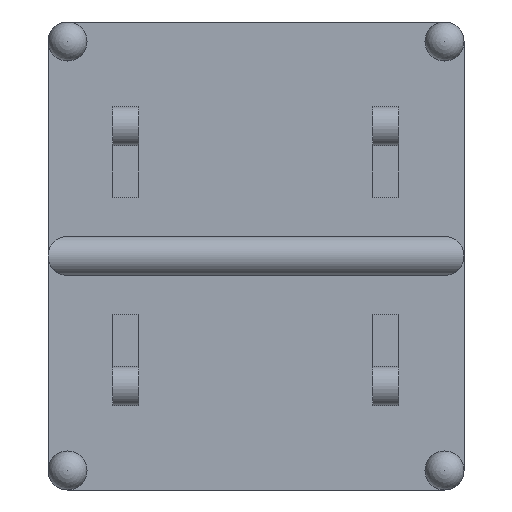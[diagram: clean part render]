
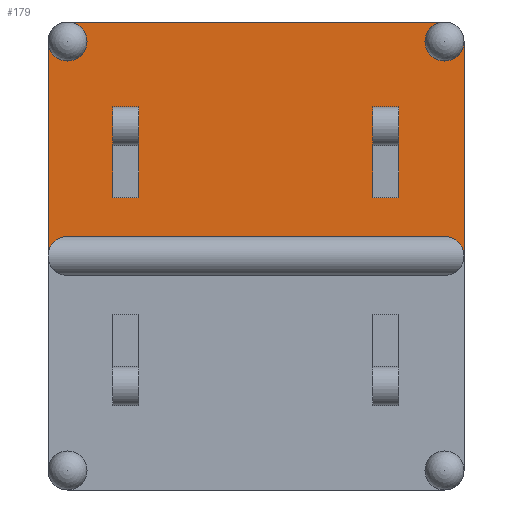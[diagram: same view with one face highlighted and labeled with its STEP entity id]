
A CAD part, front view. The second image highlights one B-rep face of the part: STEP entity #179.
In plain terms, the highlighted planar face has unit normal (0, -1, 0).
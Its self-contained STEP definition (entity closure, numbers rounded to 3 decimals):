
#179 = ADVANCED_FACE( '', ( #367 ), #368, .F. );
#367 = FACE_OUTER_BOUND( '', #605, .T. );
#368 = PLANE( '', #606 );
#605 = EDGE_LOOP( '', ( #847, #848, #849, #850, #851, #852, #853, #854 ) );
#606 = AXIS2_PLACEMENT_3D( '', #855, #856, #857 );
#847 = ORIENTED_EDGE( '', *, *, #1435, .F. );
#848 = ORIENTED_EDGE( '', *, *, #1436, .F. );
#849 = ORIENTED_EDGE( '', *, *, #1437, .T. );
#850 = ORIENTED_EDGE( '', *, *, #1438, .F. );
#851 = ORIENTED_EDGE( '', *, *, #1439, .T. );
#852 = ORIENTED_EDGE( '', *, *, #1440, .F. );
#853 = ORIENTED_EDGE( '', *, *, #1441, .F. );
#854 = ORIENTED_EDGE( '', *, *, #1442, .F. );
#855 = CARTESIAN_POINT( '', ( -3.683, -7.874, 4.191 ) );
#856 = DIRECTION( '', ( 0., 1., 0. ) );
#857 = DIRECTION( '', ( 0., 0., 1. ) );
#1435 = EDGE_CURVE( '', #1680, #1681, #1682, .F. );
#1436 = EDGE_CURVE( '', #1683, #1680, #1684, .T. );
#1437 = EDGE_CURVE( '', #1683, #1685, #1686, .T. );
#1438 = EDGE_CURVE( '', #1687, #1685, #1688, .T. );
#1439 = EDGE_CURVE( '', #1687, #1689, #1690, .T. );
#1440 = EDGE_CURVE( '', #1691, #1689, #1692, .T. );
#1441 = EDGE_CURVE( '', #1693, #1691, #1694, .F. );
#1442 = EDGE_CURVE( '', #1681, #1693, #1695, .T. );
#1680 = VERTEX_POINT( '', #2019 );
#1681 = VERTEX_POINT( '', #2020 );
#1682 = CIRCLE( '', #2021, 0.381 );
#1683 = VERTEX_POINT( '', #2022 );
#1684 = LINE( '', #2023, #2024 );
#1685 = VERTEX_POINT( '', #2025 );
#1686 = CIRCLE( '', #2026, 0.381 );
#1687 = VERTEX_POINT( '', #2027 );
#1688 = LINE( '', #2028, #2029 );
#1689 = VERTEX_POINT( '', #2030 );
#1690 = CIRCLE( '', #2031, 0.381 );
#1691 = VERTEX_POINT( '', #2032 );
#1692 = LINE( '', #2033, #2034 );
#1693 = VERTEX_POINT( '', #2035 );
#1694 = CIRCLE( '', #2036, 0.381 );
#1695 = LINE( '', #2037, #2038 );
#2019 = CARTESIAN_POINT( '', ( -4.064, -7.874, 4.191 ) );
#2020 = CARTESIAN_POINT( '', ( -3.683, -7.874, 4.572 ) );
#2021 = AXIS2_PLACEMENT_3D( '', #2466, #2467, #2468 );
#2022 = CARTESIAN_POINT( '', ( -4.064, -7.874, 0. ) );
#2023 = CARTESIAN_POINT( '', ( -4.064, -7.874, -4.191 ) );
#2024 = VECTOR( '', #2469, 1000. );
#2025 = CARTESIAN_POINT( '', ( -3.683, -7.874, 0.381 ) );
#2026 = AXIS2_PLACEMENT_3D( '', #2470, #2471, #2472 );
#2027 = CARTESIAN_POINT( '', ( 3.683, -7.874, 0.381 ) );
#2028 = CARTESIAN_POINT( '', ( 4.064, -7.874, 0.381 ) );
#2029 = VECTOR( '', #2473, 1000. );
#2030 = CARTESIAN_POINT( '', ( 4.064, -7.874, 0. ) );
#2031 = AXIS2_PLACEMENT_3D( '', #2474, #2475, #2476 );
#2032 = CARTESIAN_POINT( '', ( 4.064, -7.874, 4.191 ) );
#2033 = CARTESIAN_POINT( '', ( 4.064, -7.874, 4.191 ) );
#2034 = VECTOR( '', #2477, 1000. );
#2035 = CARTESIAN_POINT( '', ( 3.683, -7.874, 4.572 ) );
#2036 = AXIS2_PLACEMENT_3D( '', #2478, #2479, #2480 );
#2037 = CARTESIAN_POINT( '', ( -3.683, -7.874, 4.572 ) );
#2038 = VECTOR( '', #2481, 1000. );
#2466 = CARTESIAN_POINT( '', ( -3.683, -7.874, 4.191 ) );
#2467 = DIRECTION( '', ( 0., 1., 0. ) );
#2468 = DIRECTION( '', ( 0., 0., 1. ) );
#2469 = DIRECTION( '', ( 0., 0., 1. ) );
#2470 = CARTESIAN_POINT( '', ( -3.683, -7.874, 0. ) );
#2471 = DIRECTION( '', ( 0., 1., 0. ) );
#2472 = DIRECTION( '', ( 1., 0., 0. ) );
#2473 = DIRECTION( '', ( -1., 0., 0. ) );
#2474 = CARTESIAN_POINT( '', ( 3.683, -7.874, 0. ) );
#2475 = DIRECTION( '', ( 0., 1., 0. ) );
#2476 = DIRECTION( '', ( 1., 0., 0. ) );
#2477 = DIRECTION( '', ( 0., 0., -1. ) );
#2478 = CARTESIAN_POINT( '', ( 3.683, -7.874, 4.191 ) );
#2479 = DIRECTION( '', ( 0., 1., 0. ) );
#2480 = DIRECTION( '', ( 0., 0., 1. ) );
#2481 = DIRECTION( '', ( 1., 0., 0. ) );
